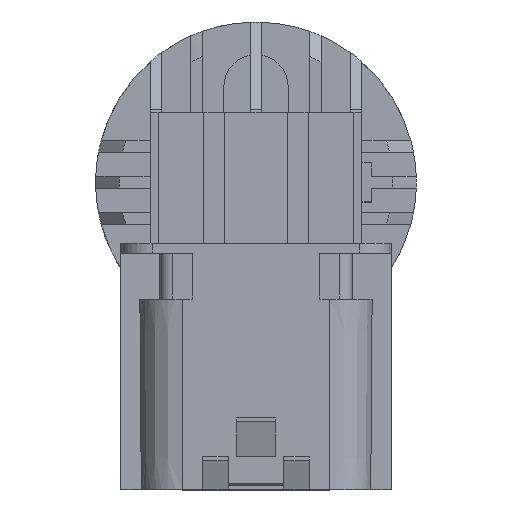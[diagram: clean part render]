
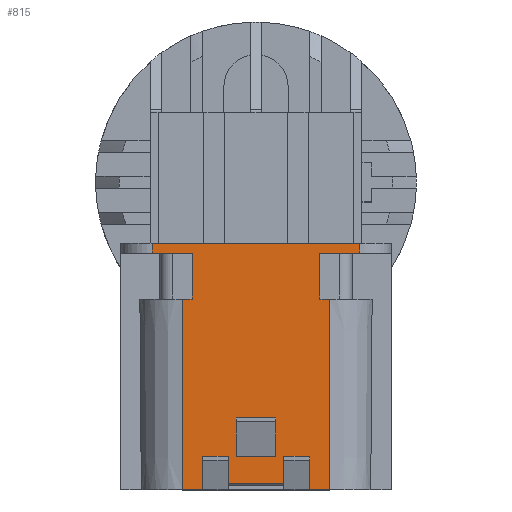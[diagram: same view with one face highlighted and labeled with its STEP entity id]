
A CAD part, top view. The second image highlights one B-rep face of the part: STEP entity #815.
In plain terms, the highlighted planar face has unit normal (0, -0.009, 1).
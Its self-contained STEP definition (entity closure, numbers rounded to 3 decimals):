
#184=FACE_BOUND('',#2736,.T.);
#185=FACE_BOUND('',#2737,.T.);
#815=ADVANCED_FACE('',(#184,#185),#1429,.T.);
#1429=PLANE('',#13881);
#2736=EDGE_LOOP('',(#5169,#5170,#5171,#5172));
#2737=EDGE_LOOP('',(#5173,#5174,#5175,#5176,#5177,#5178,#5179,#5180,#5181,
#5182,#5183,#5184,#5185,#5186,#5187,#5188,#5189,#5190,#5191,#5192));
#5169=ORIENTED_EDGE('',*,*,#9316,.T.);
#5170=ORIENTED_EDGE('',*,*,#9315,.T.);
#5171=ORIENTED_EDGE('',*,*,#9313,.F.);
#5172=ORIENTED_EDGE('',*,*,#9310,.F.);
#5173=ORIENTED_EDGE('',*,*,#9404,.T.);
#5174=ORIENTED_EDGE('',*,*,#9341,.T.);
#5175=ORIENTED_EDGE('',*,*,#9346,.F.);
#5176=ORIENTED_EDGE('',*,*,#9358,.T.);
#5177=ORIENTED_EDGE('',*,*,#9405,.T.);
#5178=ORIENTED_EDGE('',*,*,#9360,.T.);
#5179=ORIENTED_EDGE('',*,*,#9307,.T.);
#5180=ORIENTED_EDGE('',*,*,#9366,.F.);
#5181=ORIENTED_EDGE('',*,*,#9305,.F.);
#5182=ORIENTED_EDGE('',*,*,#9369,.T.);
#5183=ORIENTED_EDGE('',*,*,#9301,.F.);
#5184=ORIENTED_EDGE('',*,*,#9375,.F.);
#5185=ORIENTED_EDGE('',*,*,#9406,.T.);
#5186=ORIENTED_EDGE('',*,*,#9349,.T.);
#5187=ORIENTED_EDGE('',*,*,#9318,.F.);
#5188=ORIENTED_EDGE('',*,*,#9332,.T.);
#5189=ORIENTED_EDGE('',*,*,#9407,.F.);
#5190=ORIENTED_EDGE('',*,*,#9408,.T.);
#5191=ORIENTED_EDGE('',*,*,#8914,.T.);
#5192=ORIENTED_EDGE('',*,*,#9409,.T.);
#7492=VERTEX_POINT('',#19393);
#7493=VERTEX_POINT('',#19395);
#7765=VERTEX_POINT('',#20209);
#7766=VERTEX_POINT('',#20211);
#7767=VERTEX_POINT('',#20215);
#7770=VERTEX_POINT('',#20220);
#7771=VERTEX_POINT('',#20224);
#7772=VERTEX_POINT('',#20226);
#7773=VERTEX_POINT('',#20230);
#7774=VERTEX_POINT('',#20232);
#7775=VERTEX_POINT('',#20236);
#7776=VERTEX_POINT('',#20240);
#7777=VERTEX_POINT('',#20246);
#7779=VERTEX_POINT('',#20249);
#7788=VERTEX_POINT('',#20275);
#7795=VERTEX_POINT('',#20294);
#7796=VERTEX_POINT('',#20296);
#7799=VERTEX_POINT('',#20306);
#7801=VERTEX_POINT('',#20312);
#7808=VERTEX_POINT('',#20343);
#7810=VERTEX_POINT('',#20349);
#7816=VERTEX_POINT('',#20375);
#7827=VERTEX_POINT('',#20434);
#7828=VERTEX_POINT('',#20438);
#8914=EDGE_CURVE('',#7493,#7492,#10679,.T.);
#9301=EDGE_CURVE('',#7766,#7765,#11021,.T.);
#9305=EDGE_CURVE('',#7770,#7767,#11025,.T.);
#9307=EDGE_CURVE('',#7772,#7771,#11027,.T.);
#9310=EDGE_CURVE('',#7773,#7774,#11030,.T.);
#9313=EDGE_CURVE('',#7774,#7775,#11033,.T.);
#9315=EDGE_CURVE('',#7776,#7775,#11035,.T.);
#9316=EDGE_CURVE('',#7773,#7776,#11036,.T.);
#9318=EDGE_CURVE('',#7777,#7779,#11038,.T.);
#9332=EDGE_CURVE('',#7777,#7788,#11049,.T.);
#9341=EDGE_CURVE('',#7796,#7795,#11056,.T.);
#9346=EDGE_CURVE('',#7799,#7795,#11061,.T.);
#9349=EDGE_CURVE('',#7801,#7779,#11063,.T.);
#9358=EDGE_CURVE('',#7799,#7808,#11068,.T.);
#9360=EDGE_CURVE('',#7810,#7772,#11070,.T.);
#9366=EDGE_CURVE('',#7767,#7771,#11076,.T.);
#9369=EDGE_CURVE('',#7770,#7765,#11079,.T.);
#9375=EDGE_CURVE('',#7816,#7766,#11085,.T.);
#9404=EDGE_CURVE('',#7827,#7796,#11107,.T.);
#9405=EDGE_CURVE('',#7808,#7810,#11108,.T.);
#9406=EDGE_CURVE('',#7816,#7801,#11109,.T.);
#9407=EDGE_CURVE('',#7828,#7788,#11110,.T.);
#9408=EDGE_CURVE('',#7828,#7493,#11111,.T.);
#9409=EDGE_CURVE('',#7492,#7827,#11112,.T.);
#10679=LINE('',#19394,#12294);
#11021=LINE('',#20212,#12636);
#11025=LINE('',#20221,#12640);
#11027=LINE('',#20225,#12642);
#11030=LINE('',#20231,#12645);
#11033=LINE('',#20237,#12648);
#11035=LINE('',#20241,#12650);
#11036=LINE('',#20243,#12651);
#11038=LINE('',#20248,#12653);
#11049=LINE('',#20276,#12664);
#11056=LINE('',#20295,#12671);
#11061=LINE('',#20305,#12676);
#11063=LINE('',#20311,#12678);
#11068=LINE('',#20344,#12683);
#11070=LINE('',#20348,#12685);
#11076=LINE('',#20359,#12691);
#11079=LINE('',#20365,#12694);
#11085=LINE('',#20376,#12700);
#11107=LINE('',#20433,#12722);
#11108=LINE('',#20435,#12723);
#11109=LINE('',#20436,#12724);
#11110=LINE('',#20437,#12725);
#11111=LINE('',#20439,#12726);
#11112=LINE('',#20440,#12727);
#12294=VECTOR('',#15232,1.);
#12636=VECTOR('',#15874,1.);
#12640=VECTOR('',#15880,1.);
#12642=VECTOR('',#15884,1.);
#12645=VECTOR('',#15889,1.);
#12648=VECTOR('',#15894,1.);
#12650=VECTOR('',#15898,1.);
#12651=VECTOR('',#15901,1.);
#12653=VECTOR('',#15905,1.);
#12664=VECTOR('',#15930,1.);
#12671=VECTOR('',#15947,1.);
#12676=VECTOR('',#15956,1.);
#12678=VECTOR('',#15962,1.);
#12683=VECTOR('',#15975,1.);
#12685=VECTOR('',#15979,1.);
#12691=VECTOR('',#15989,1.);
#12694=VECTOR('',#15996,1.);
#12700=VECTOR('',#16006,1.);
#12722=VECTOR('',#16078,1.);
#12723=VECTOR('',#16079,1.);
#12724=VECTOR('',#16080,1.);
#12725=VECTOR('',#16081,1.);
#12726=VECTOR('',#16082,1.);
#12727=VECTOR('',#16083,1.);
#13881=AXIS2_PLACEMENT_3D('',#20441,#16084,#16085);
#15232=DIRECTION('',(-1.,0.,0.));
#15874=DIRECTION('',(-1.,0.,0.));
#15880=DIRECTION('',(-1.,0.,0.));
#15884=DIRECTION('',(1.,0.,0.));
#15889=DIRECTION('',(0.,1.,0.009));
#15894=DIRECTION('',(-1.,0.,0.));
#15898=DIRECTION('',(0.,1.,0.009));
#15901=DIRECTION('',(-1.,0.,0.));
#15905=DIRECTION('',(1.,0.,0.));
#15930=DIRECTION('',(0.,1.,0.009));
#15947=DIRECTION('',(0.,-1.,-0.009));
#15956=DIRECTION('',(1.,0.,0.));
#15962=DIRECTION('',(0.,1.,0.009));
#15975=DIRECTION('',(0.,-1.,-0.009));
#15979=DIRECTION('',(0.,1.,0.009));
#15989=DIRECTION('',(0.,1.,0.009));
#15996=DIRECTION('',(0.,1.,0.009));
#16006=DIRECTION('',(0.,1.,0.009));
#16078=DIRECTION('',(1.,0.,0.));
#16079=DIRECTION('',(1.,0.,0.));
#16080=DIRECTION('',(1.,0.,0.));
#16081=DIRECTION('',(-1.,0.,0.));
#16082=DIRECTION('',(0.,1.,0.009));
#16083=DIRECTION('',(0.,-1.,-0.009));
#16084=DIRECTION('',(0.,-0.009,1.));
#16085=DIRECTION('',(0.,1.,0.009));
#19393=CARTESIAN_POINT('',(-13.25,4.83,10.646));
#19394=CARTESIAN_POINT('',(0.,4.83,10.646));
#19395=CARTESIAN_POINT('',(13.25,4.83,10.646));
#20209=CARTESIAN_POINT('',(3.525,-22.582,10.406));
#20211=CARTESIAN_POINT('',(6.825,-22.582,10.406));
#20212=CARTESIAN_POINT('',(0.,-22.582,10.406));
#20215=CARTESIAN_POINT('',(-3.525,-25.819,10.378));
#20220=CARTESIAN_POINT('',(3.525,-25.819,10.378));
#20221=CARTESIAN_POINT('',(3.525,-25.819,10.378));
#20224=CARTESIAN_POINT('',(-3.525,-22.582,10.406));
#20225=CARTESIAN_POINT('',(0.,-22.582,10.406));
#20226=CARTESIAN_POINT('',(-6.825,-22.582,10.406));
#20230=CARTESIAN_POINT('',(2.5,-22.377,10.408));
#20231=CARTESIAN_POINT('',(2.5,-23.05,10.402));
#20232=CARTESIAN_POINT('',(2.5,-17.648,10.45));
#20236=CARTESIAN_POINT('',(-2.5,-17.648,10.45));
#20237=CARTESIAN_POINT('',(0.,-17.648,10.45));
#20240=CARTESIAN_POINT('',(-2.5,-22.377,10.408));
#20241=CARTESIAN_POINT('',(-2.5,-23.05,10.402));
#20243=CARTESIAN_POINT('',(2.5,-22.377,10.408));
#20246=CARTESIAN_POINT('',(8.15,-2.27,10.584));
#20248=CARTESIAN_POINT('',(0.,-2.27,10.584));
#20249=CARTESIAN_POINT('',(9.4,-2.27,10.584));
#20275=CARTESIAN_POINT('',(8.15,3.58,10.635));
#20276=CARTESIAN_POINT('',(8.15,3.552,10.635));
#20294=CARTESIAN_POINT('',(-8.15,-2.27,10.584));
#20295=CARTESIAN_POINT('',(-8.15,3.552,10.635));
#20296=CARTESIAN_POINT('',(-8.15,3.58,10.635));
#20305=CARTESIAN_POINT('',(0.,-2.27,10.584));
#20306=CARTESIAN_POINT('',(-9.4,-2.27,10.584));
#20311=CARTESIAN_POINT('',(9.4,-23.05,10.402));
#20312=CARTESIAN_POINT('',(9.4,-26.595,10.371));
#20343=CARTESIAN_POINT('',(-9.4,-26.595,10.371));
#20344=CARTESIAN_POINT('',(-9.4,-23.05,10.402));
#20348=CARTESIAN_POINT('',(-6.825,-23.05,10.402));
#20349=CARTESIAN_POINT('',(-6.825,-26.595,10.371));
#20359=CARTESIAN_POINT('',(-3.525,-23.05,10.402));
#20365=CARTESIAN_POINT('',(3.525,-23.05,10.402));
#20375=CARTESIAN_POINT('',(6.825,-26.595,10.371));
#20376=CARTESIAN_POINT('',(6.825,-23.05,10.402));
#20433=CARTESIAN_POINT('',(0.,3.58,10.635));
#20434=CARTESIAN_POINT('',(-13.25,3.58,10.635));
#20435=CARTESIAN_POINT('',(0.,-26.595,10.371));
#20436=CARTESIAN_POINT('',(0.,-26.595,10.371));
#20437=CARTESIAN_POINT('',(0.,3.58,10.635));
#20438=CARTESIAN_POINT('',(13.25,3.58,10.635));
#20439=CARTESIAN_POINT('',(13.25,-23.05,10.402));
#20440=CARTESIAN_POINT('',(-13.25,3.58,10.635));
#20441=CARTESIAN_POINT('',(0.,-23.05,10.402));
